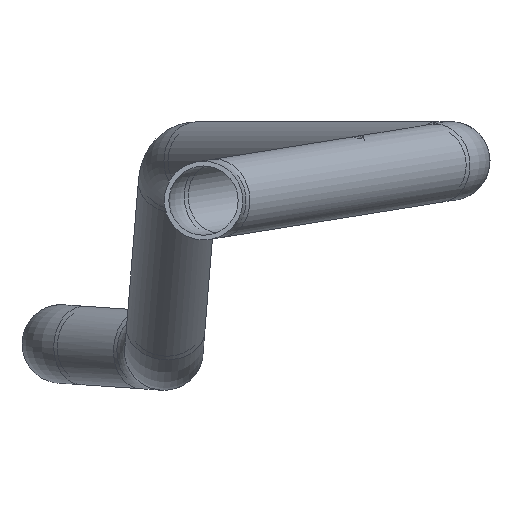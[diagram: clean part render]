
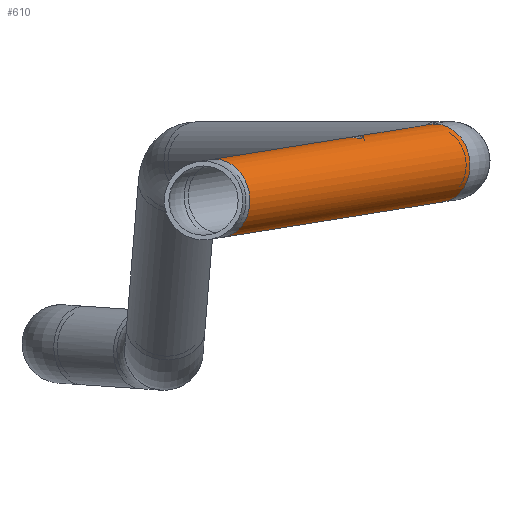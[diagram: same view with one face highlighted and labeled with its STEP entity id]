
A CAD part, front view. The second image highlights one B-rep face of the part: STEP entity #610.
In plain terms, the highlighted cylindrical face has radius 16.85 mm (diameter 33.7 mm), a full revolution.
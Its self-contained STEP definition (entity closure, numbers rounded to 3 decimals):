
#102=CIRCLE('',#1013,16.85);
#103=CIRCLE('',#1014,16.85);
#209=ORIENTED_EDGE('',*,*,#294,.T.);
#210=ORIENTED_EDGE('',*,*,#295,.F.);
#211=ORIENTED_EDGE('',*,*,#290,.F.);
#212=ORIENTED_EDGE('',*,*,#291,.T.);
#290=EDGE_CURVE('',#354,#355,#668,.T.);
#291=EDGE_CURVE('',#354,#355,#669,.F.);
#294=EDGE_CURVE('',#358,#358,#102,.T.);
#295=EDGE_CURVE('',#359,#359,#103,.T.);
#354=VERTEX_POINT('',#5512);
#355=VERTEX_POINT('',#5513);
#358=VERTEX_POINT('',#5549);
#359=VERTEX_POINT('',#5551);
#437=EDGE_LOOP('',(#209));
#438=EDGE_LOOP('',(#210));
#439=EDGE_LOOP('',(#211,#212));
#533=FACE_BOUND('',#437,.T.);
#534=FACE_BOUND('',#438,.T.);
#535=FACE_BOUND('',#439,.T.);
#576=CYLINDRICAL_SURFACE('',#1012,16.85);
#610=ADVANCED_FACE('',(#533,#534,#535),#576,.T.);
#668=B_SPLINE_CURVE_WITH_KNOTS('',3,(#5483,#5484,#5485,#5486,#5487,#5488,
#5489,#5490,#5491,#5492,#5493,#5494,#5495,#5496,#5497,#5498,#5499,#5500,
#5501,#5502,#5503,#5504,#5505,#5506,#5507,#5508,#5509,#5510,#5511),
 .UNSPECIFIED.,.F.,.F.,(4,1,1,1,1,1,1,1,1,1,1,1,1,1,1,1,1,1,1,1,1,1,1,1,
1,1,4),(0.,0.063,0.094,0.125,0.156,0.188,0.219,0.25,0.266,0.281,
0.313,0.344,0.359,0.375,0.391,0.406,0.438,0.5,0.563,0.625,
0.688,0.75,0.813,0.875,0.906,0.938,1.),.UNSPECIFIED.);
#669=B_SPLINE_CURVE_WITH_KNOTS('',3,(#5514,#5515,#5516,#5517,#5518,#5519,
#5520,#5521,#5522,#5523,#5524,#5525,#5526,#5527,#5528,#5529,#5530,#5531,
#5532,#5533,#5534,#5535,#5536,#5537,#5538,#5539,#5540),.UNSPECIFIED.,.F.,
 .F.,(4,1,1,1,1,1,1,1,1,1,1,1,1,1,1,1,1,1,1,1,1,1,1,1,4),(0.,0.063,0.125,
0.156,0.188,0.25,0.313,0.375,0.438,0.5,0.531,0.563,0.578,0.594,
0.625,0.656,0.688,0.719,0.75,0.781,0.797,0.813,0.875,0.938,
1.),.UNSPECIFIED.);
#1012=AXIS2_PLACEMENT_3D('',#5547,#1172,#1173);
#1013=AXIS2_PLACEMENT_3D('',#5548,#1174,#1175);
#1014=AXIS2_PLACEMENT_3D('',#5550,#1176,#1177);
#1172=DIRECTION('',(-0.548,-0.832,-0.088));
#1173=DIRECTION('',(0.835,-0.55,0.));
#1174=DIRECTION('',(-0.548,-0.832,-0.088));
#1175=DIRECTION('',(0.835,-0.55,0.));
#1176=DIRECTION('',(-0.548,-0.832,-0.088));
#1177=DIRECTION('',(0.835,-0.55,0.));
#5483=CARTESIAN_POINT('',(2357.403,-214.717,2422.795));
#5484=CARTESIAN_POINT('',(2357.498,-214.542,2422.817));
#5485=CARTESIAN_POINT('',(2357.619,-214.254,2422.859));
#5486=CARTESIAN_POINT('',(2357.725,-213.848,2422.927));
#5487=CARTESIAN_POINT('',(2357.775,-213.486,2422.993));
#5488=CARTESIAN_POINT('',(2357.783,-213.265,2423.037));
#5489=CARTESIAN_POINT('',(2357.776,-212.961,2423.098));
#5490=CARTESIAN_POINT('',(2357.729,-212.622,2423.167));
#5491=CARTESIAN_POINT('',(2357.667,-212.351,2423.223));
#5492=CARTESIAN_POINT('',(2357.557,-212.036,2423.288));
#5493=CARTESIAN_POINT('',(2357.446,-211.782,2423.339));
#5494=CARTESIAN_POINT('',(2357.298,-211.515,2423.392));
#5495=CARTESIAN_POINT('',(2357.174,-211.332,2423.427));
#5496=CARTESIAN_POINT('',(2357.081,-211.212,2423.449));
#5497=CARTESIAN_POINT('',(2357.055,-211.176,2423.456));
#5498=CARTESIAN_POINT('',(2356.922,-211.02,2423.483));
#5499=CARTESIAN_POINT('',(2356.776,-210.867,2423.507));
#5500=CARTESIAN_POINT('',(2356.487,-210.605,2423.546));
#5501=CARTESIAN_POINT('',(2356.075,-210.328,2423.574));
#5502=CARTESIAN_POINT('',(2355.495,-210.067,2423.579));
#5503=CARTESIAN_POINT('',(2354.825,-209.928,2423.545));
#5504=CARTESIAN_POINT('',(2354.285,-209.908,2423.497));
#5505=CARTESIAN_POINT('',(2353.552,-210.032,2423.408));
#5506=CARTESIAN_POINT('',(2352.993,-210.258,2423.329));
#5507=CARTESIAN_POINT('',(2352.512,-210.575,2423.252));
#5508=CARTESIAN_POINT('',(2352.251,-210.807,2423.208));
#5509=CARTESIAN_POINT('',(2351.963,-211.105,2423.162));
#5510=CARTESIAN_POINT('',(2351.762,-211.387,2423.13));
#5511=CARTESIAN_POINT('',(2351.643,-211.606,2423.112));
#5512=CARTESIAN_POINT('',(2357.403,-214.717,2422.795));
#5513=CARTESIAN_POINT('',(2351.643,-211.606,2423.112));
#5514=CARTESIAN_POINT('',(2351.643,-211.606,2423.112));
#5515=CARTESIAN_POINT('',(2351.596,-211.693,2423.104));
#5516=CARTESIAN_POINT('',(2351.464,-211.956,2423.084));
#5517=CARTESIAN_POINT('',(2351.289,-212.496,2423.057));
#5518=CARTESIAN_POINT('',(2351.235,-213.145,2423.042));
#5519=CARTESIAN_POINT('',(2351.267,-213.655,2423.037));
#5520=CARTESIAN_POINT('',(2351.401,-214.236,2423.034));
#5521=CARTESIAN_POINT('',(2351.671,-214.803,2423.033));
#5522=CARTESIAN_POINT('',(2351.949,-215.208,2423.027));
#5523=CARTESIAN_POINT('',(2352.39,-215.664,2423.007));
#5524=CARTESIAN_POINT('',(2352.823,-215.961,2422.98));
#5525=CARTESIAN_POINT('',(2353.228,-216.155,2422.95));
#5526=CARTESIAN_POINT('',(2353.476,-216.248,2422.931));
#5527=CARTESIAN_POINT('',(2353.734,-216.318,2422.91));
#5528=CARTESIAN_POINT('',(2353.809,-216.334,2422.903));
#5529=CARTESIAN_POINT('',(2354.023,-216.377,2422.884));
#5530=CARTESIAN_POINT('',(2354.355,-216.416,2422.854));
#5531=CARTESIAN_POINT('',(2354.857,-216.403,2422.811));
#5532=CARTESIAN_POINT('',(2355.199,-216.345,2422.783));
#5533=CARTESIAN_POINT('',(2355.523,-216.261,2422.759));
#5534=CARTESIAN_POINT('',(2355.728,-216.186,2422.746));
#5535=CARTESIAN_POINT('',(2355.903,-216.112,2422.737));
#5536=CARTESIAN_POINT('',(2356.228,-215.953,2422.723));
#5537=CARTESIAN_POINT('',(2356.637,-215.677,2422.718));
#5538=CARTESIAN_POINT('',(2357.089,-215.223,2422.74));
#5539=CARTESIAN_POINT('',(2357.311,-214.888,2422.773));
#5540=CARTESIAN_POINT('',(2357.403,-214.717,2422.795));
#5547=CARTESIAN_POINT('',(2342.,-230.5,2404.5));
#5548=CARTESIAN_POINT('',(2389.194,-158.818,2412.069));
#5549=CARTESIAN_POINT('',(2403.268,-168.084,2412.069));
#5550=CARTESIAN_POINT('',(2294.806,-302.182,2396.931));
#5551=CARTESIAN_POINT('',(2308.879,-311.448,2396.931));
